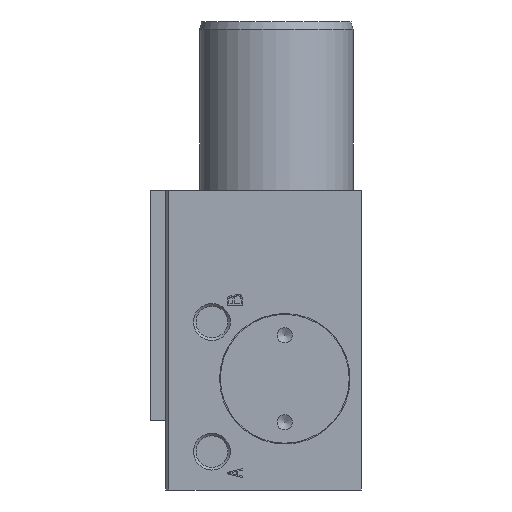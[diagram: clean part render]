
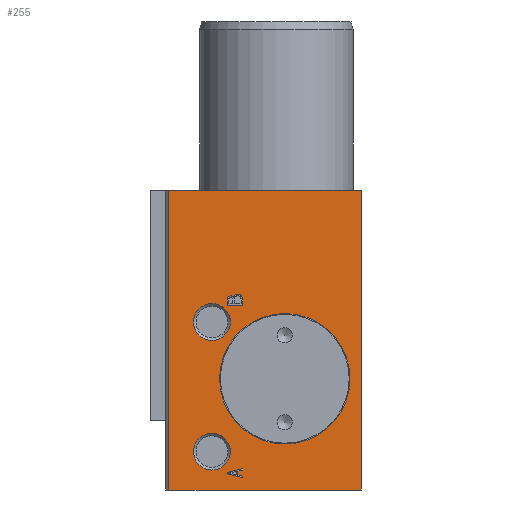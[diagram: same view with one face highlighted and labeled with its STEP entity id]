
A CAD part, left-side view. The second image highlights one B-rep face of the part: STEP entity #255.
In plain terms, the highlighted face is planar.
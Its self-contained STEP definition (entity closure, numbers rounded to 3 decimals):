
#255 = ADVANCED_FACE( '', ( #416, #417, #418, #419, #420, #421 ), #422, .F. );
#416 = FACE_BOUND( '', #832, .T. );
#417 = FACE_BOUND( '', #833, .T. );
#418 = FACE_BOUND( '', #834, .T. );
#419 = FACE_OUTER_BOUND( '', #835, .T. );
#420 = FACE_BOUND( '', #836, .T. );
#421 = FACE_BOUND( '', #837, .T. );
#422 = PLANE( '', #838 );
#832 = EDGE_LOOP( '', ( #1247, #1248, #1249, #1250, #1251 ) );
#833 = EDGE_LOOP( '', ( #1252 ) );
#834 = EDGE_LOOP( '', ( #1253 ) );
#835 = EDGE_LOOP( '', ( #1254, #1255, #1256, #1257 ) );
#836 = EDGE_LOOP( '', ( #1258 ) );
#837 = EDGE_LOOP( '', ( #1259, #1260, #1261, #1262, #1263, #1264, #1265, #1266 ) );
#838 = AXIS2_PLACEMENT_3D( '', #1267, #1268, #1269 );
#1247 = ORIENTED_EDGE( '', *, *, #2304, .F. );
#1248 = ORIENTED_EDGE( '', *, *, #2305, .F. );
#1249 = ORIENTED_EDGE( '', *, *, #2306, .F. );
#1250 = ORIENTED_EDGE( '', *, *, #2307, .F. );
#1251 = ORIENTED_EDGE( '', *, *, #2308, .F. );
#1252 = ORIENTED_EDGE( '', *, *, #2309, .T. );
#1253 = ORIENTED_EDGE( '', *, *, #2310, .F. );
#1254 = ORIENTED_EDGE( '', *, *, #2311, .T. );
#1255 = ORIENTED_EDGE( '', *, *, #2312, .F. );
#1256 = ORIENTED_EDGE( '', *, *, #2313, .F. );
#1257 = ORIENTED_EDGE( '', *, *, #2314, .T. );
#1258 = ORIENTED_EDGE( '', *, *, #2315, .F. );
#1259 = ORIENTED_EDGE( '', *, *, #2316, .T. );
#1260 = ORIENTED_EDGE( '', *, *, #2317, .T. );
#1261 = ORIENTED_EDGE( '', *, *, #2318, .T. );
#1262 = ORIENTED_EDGE( '', *, *, #2319, .T. );
#1263 = ORIENTED_EDGE( '', *, *, #2320, .T. );
#1264 = ORIENTED_EDGE( '', *, *, #2321, .T. );
#1265 = ORIENTED_EDGE( '', *, *, #2322, .T. );
#1266 = ORIENTED_EDGE( '', *, *, #2323, .T. );
#1267 = CARTESIAN_POINT( '', ( 19.5, 2.5, -33. ) );
#1268 = DIRECTION( '', ( 0., 0., 1. ) );
#1269 = DIRECTION( '', ( 1., 0., 0. ) );
#2304 = EDGE_CURVE( '', #2598, #2599, #2600, .T. );
#2305 = EDGE_CURVE( '', #2601, #2598, #2602, .T. );
#2306 = EDGE_CURVE( '', #2603, #2601, #2604, .T. );
#2307 = EDGE_CURVE( '', #2605, #2603, #2606, .T. );
#2308 = EDGE_CURVE( '', #2599, #2605, #2607, .T. );
#2309 = EDGE_CURVE( '', #2608, #2608, #2609, .T. );
#2310 = EDGE_CURVE( '', #2610, #2610, #2611, .F. );
#2311 = EDGE_CURVE( '', #2612, #2613, #2614, .T. );
#2312 = EDGE_CURVE( '', #2615, #2613, #2616, .T. );
#2313 = EDGE_CURVE( '', #2617, #2615, #2618, .T. );
#2314 = EDGE_CURVE( '', #2617, #2612, #2619, .T. );
#2315 = EDGE_CURVE( '', #2620, #2620, #2621, .F. );
#2316 = EDGE_CURVE( '', #2622, #2623, #2624, .T. );
#2317 = EDGE_CURVE( '', #2623, #2625, #2626, .T. );
#2318 = EDGE_CURVE( '', #2625, #2627, #2628, .T. );
#2319 = EDGE_CURVE( '', #2627, #2629, #2630, .T. );
#2320 = EDGE_CURVE( '', #2629, #2631, #2632, .T. );
#2321 = EDGE_CURVE( '', #2631, #2633, #2634, .T. );
#2322 = EDGE_CURVE( '', #2633, #2635, #2636, .T. );
#2323 = EDGE_CURVE( '', #2635, #2622, #2637, .T. );
#2598 = VERTEX_POINT( '', #3100 );
#2599 = VERTEX_POINT( '', #3101 );
#2600 = LINE( '', #3102, #3103 );
#2601 = VERTEX_POINT( '', #3104 );
#2602 = LINE( '', #3105, #3106 );
#2603 = VERTEX_POINT( '', #3107 );
#2604 = CIRCLE( '', #3108, 0.435 );
#2605 = VERTEX_POINT( '', #3109 );
#2606 = CIRCLE( '', #3110, 0.62 );
#2607 = LINE( '', #3111, #3112 );
#2608 = VERTEX_POINT( '', #3113 );
#2609 = CIRCLE( '', #3114, 8.5 );
#2610 = VERTEX_POINT( '', #3115 );
#2611 = CIRCLE( '', #3116, 2.4 );
#2612 = VERTEX_POINT( '', #3117 );
#2613 = VERTEX_POINT( '', #3118 );
#2614 = LINE( '', #3119, #3120 );
#2615 = VERTEX_POINT( '', #3121 );
#2616 = LINE( '', #3122, #3123 );
#2617 = VERTEX_POINT( '', #3124 );
#2618 = LINE( '', #3125, #3126 );
#2619 = LINE( '', #3127, #3128 );
#2620 = VERTEX_POINT( '', #3129 );
#2621 = CIRCLE( '', #3130, 2.4 );
#2622 = VERTEX_POINT( '', #3131 );
#2623 = VERTEX_POINT( '', #3132 );
#2624 = LINE( '', #3133, #3134 );
#2625 = VERTEX_POINT( '', #3135 );
#2626 = LINE( '', #3136, #3137 );
#2627 = VERTEX_POINT( '', #3138 );
#2628 = LINE( '', #3139, #3140 );
#2629 = VERTEX_POINT( '', #3141 );
#2630 = LINE( '', #3142, #3143 );
#2631 = VERTEX_POINT( '', #3144 );
#2632 = LINE( '', #3145, #3146 );
#2633 = VERTEX_POINT( '', #3147 );
#2634 = LINE( '', #3148, #3149 );
#2635 = VERTEX_POINT( '', #3150 );
#2636 = LINE( '', #3151, #3152 );
#2637 = LINE( '', #3153, #3154 );
#3100 = CARTESIAN_POINT( '', ( -4.6, 20., -33. ) );
#3101 = CARTESIAN_POINT( '', ( -4.6, 18., -33. ) );
#3102 = CARTESIAN_POINT( '', ( -4.6, 20., -33. ) );
#3103 = VECTOR( '', #3792, 1000. );
#3104 = CARTESIAN_POINT( '', ( -5.4, 20., -33. ) );
#3105 = CARTESIAN_POINT( '', ( -5.4, 20., -33. ) );
#3106 = VECTOR( '', #3793, 1000. );
#3107 = CARTESIAN_POINT( '', ( -5.6, 19.2, -33. ) );
#3108 = AXIS2_PLACEMENT_3D( '', #3794, #3795, #3796 );
#3109 = CARTESIAN_POINT( '', ( -5.4, 18., -33. ) );
#3110 = AXIS2_PLACEMENT_3D( '', #3797, #3798, #3799 );
#3111 = CARTESIAN_POINT( '', ( -4.6, 18., -33. ) );
#3112 = VECTOR( '', #3800, 1000. );
#3113 = CARTESIAN_POINT( '', ( 13.5, 12.5, -33. ) );
#3114 = AXIS2_PLACEMENT_3D( '', #3801, #3802, #3803 );
#3115 = CARTESIAN_POINT( '', ( 0., 22., -33. ) );
#3116 = AXIS2_PLACEMENT_3D( '', #3804, #3805, #3806 );
#3117 = CARTESIAN_POINT( '', ( -19.5, 2.5, -33. ) );
#3118 = CARTESIAN_POINT( '', ( -19.5, 27.6, -33. ) );
#3119 = CARTESIAN_POINT( '', ( -19.5, 2.5, -33. ) );
#3120 = VECTOR( '', #3807, 1000. );
#3121 = CARTESIAN_POINT( '', ( 19.5, 27.6, -33. ) );
#3122 = CARTESIAN_POINT( '', ( 19.5, 27.6, -33. ) );
#3123 = VECTOR( '', #3808, 1000. );
#3124 = CARTESIAN_POINT( '', ( 19.5, 2.5, -33. ) );
#3125 = CARTESIAN_POINT( '', ( 19.5, 2.5, -33. ) );
#3126 = VECTOR( '', #3809, 1000. );
#3127 = CARTESIAN_POINT( '', ( 19.5, 2.5, -33. ) );
#3128 = VECTOR( '', #3810, 1000. );
#3129 = CARTESIAN_POINT( '', ( 16.9, 22., -33. ) );
#3130 = AXIS2_PLACEMENT_3D( '', #3811, #3812, #3813 );
#3131 = CARTESIAN_POINT( '', ( 17.2, 20., -33. ) );
#3132 = CARTESIAN_POINT( '', ( 16.7, 18., -33. ) );
#3133 = CARTESIAN_POINT( '', ( 17.2, 20., -33. ) );
#3134 = VECTOR( '', #3814, 1000. );
#3135 = CARTESIAN_POINT( '', ( 16.9, 18., -33. ) );
#3136 = CARTESIAN_POINT( '', ( 16.7, 18., -33. ) );
#3137 = VECTOR( '', #3815, 1000. );
#3138 = CARTESIAN_POINT( '', ( 17.033, 18.6, -33. ) );
#3139 = CARTESIAN_POINT( '', ( 16.9, 18., -33. ) );
#3140 = VECTOR( '', #3816, 1000. );
#3141 = CARTESIAN_POINT( '', ( 17.567, 18.6, -33. ) );
#3142 = CARTESIAN_POINT( '', ( 17.033, 18.6, -33. ) );
#3143 = VECTOR( '', #3817, 1000. );
#3144 = CARTESIAN_POINT( '', ( 17.7, 18., -33. ) );
#3145 = CARTESIAN_POINT( '', ( 17.567, 18.6, -33. ) );
#3146 = VECTOR( '', #3818, 1000. );
#3147 = CARTESIAN_POINT( '', ( 17.9, 18., -33. ) );
#3148 = CARTESIAN_POINT( '', ( 17.7, 18., -33. ) );
#3149 = VECTOR( '', #3819, 1000. );
#3150 = CARTESIAN_POINT( '', ( 17.4, 20., -33. ) );
#3151 = CARTESIAN_POINT( '', ( 17.9, 18., -33. ) );
#3152 = VECTOR( '', #3820, 1000. );
#3153 = CARTESIAN_POINT( '', ( 17.4, 20., -33. ) );
#3154 = VECTOR( '', #3821, 1000. );
#3792 = DIRECTION( '', ( 0., -1., 0. ) );
#3793 = DIRECTION( '', ( 1., 0., 0. ) );
#3794 = CARTESIAN_POINT( '', ( -5.367, 19.567, -33. ) );
#3795 = DIRECTION( '', ( 0., 0., -1. ) );
#3796 = DIRECTION( '', ( -1., 0., 0. ) );
#3797 = CARTESIAN_POINT( '', ( -5.38, 18.62, -33. ) );
#3798 = DIRECTION( '', ( 0., 0., -1. ) );
#3799 = DIRECTION( '', ( -1., 0., 0. ) );
#3800 = DIRECTION( '', ( -1., 0., 0. ) );
#3801 = CARTESIAN_POINT( '', ( 5., 12.5, -33. ) );
#3802 = DIRECTION( '', ( 0., 0., 1. ) );
#3803 = DIRECTION( '', ( 1., 0., 0. ) );
#3804 = CARTESIAN_POINT( '', ( -2.4, 22., -33. ) );
#3805 = DIRECTION( '', ( 0., 0., 1. ) );
#3806 = DIRECTION( '', ( 1., 0., 0. ) );
#3807 = DIRECTION( '', ( 0., 1., 0. ) );
#3808 = DIRECTION( '', ( -1., 0., 0. ) );
#3809 = DIRECTION( '', ( 0., 1., 0. ) );
#3810 = DIRECTION( '', ( -1., 0., 0. ) );
#3811 = CARTESIAN_POINT( '', ( 14.5, 22., -33. ) );
#3812 = DIRECTION( '', ( 0., 0., 1. ) );
#3813 = DIRECTION( '', ( 1., 0., 0. ) );
#3814 = DIRECTION( '', ( -0.243, -0.97, 0. ) );
#3815 = DIRECTION( '', ( 1., 0., 0. ) );
#3816 = DIRECTION( '', ( 0.217, 0.976, 0. ) );
#3817 = DIRECTION( '', ( 1., 0., 0. ) );
#3818 = DIRECTION( '', ( 0.217, -0.976, 0. ) );
#3819 = DIRECTION( '', ( 1., 0., 0. ) );
#3820 = DIRECTION( '', ( -0.243, 0.97, 0. ) );
#3821 = DIRECTION( '', ( -1., 0., 0. ) );
